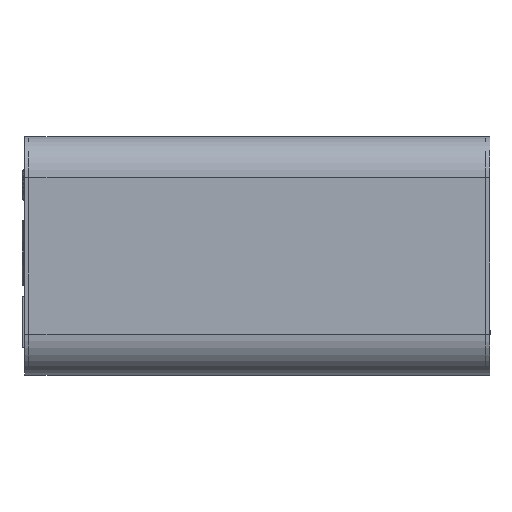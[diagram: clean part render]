
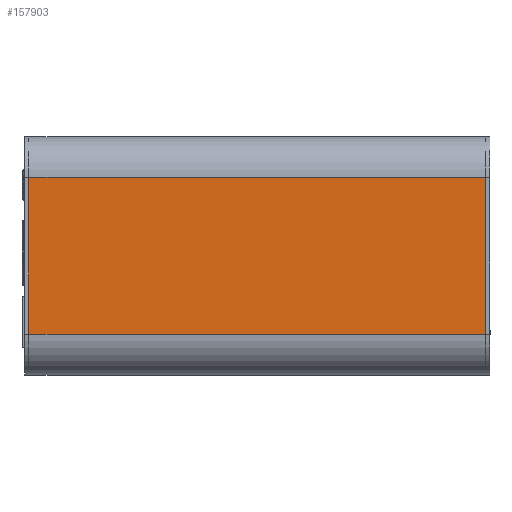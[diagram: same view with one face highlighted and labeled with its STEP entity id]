
A CAD part, top view. The second image highlights one B-rep face of the part: STEP entity #157903.
In plain terms, the highlighted planar face has unit normal (0, 0, 1).
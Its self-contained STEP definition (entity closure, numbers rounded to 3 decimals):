
#156904 = EDGE_CURVE('',#156905,#156907,#156909,.T.);
#156905 = VERTEX_POINT('',#156906);
#156906 = CARTESIAN_POINT('',(133.801,53.246,
    17.193));
#156907 = VERTEX_POINT('',#156908);
#156908 = CARTESIAN_POINT('',(-0.12,53.246,
    17.193));
#156909 = LINE('',#156910,#156911);
#156910 = CARTESIAN_POINT('',(41.138,53.246,
    17.193));
#156911 = VECTOR('',#156912,1.);
#156912 = DIRECTION('',(-1.,0.,0.));
#157245 = VERTEX_POINT('',#157246);
#157246 = CARTESIAN_POINT('',(-0.12,7.246,
    17.193));
#157255 = EDGE_CURVE('',#156907,#157245,#157256,.T.);
#157256 = LINE('',#157257,#157258);
#157257 = CARTESIAN_POINT('',(-0.12,30.246,
    17.193));
#157258 = VECTOR('',#157259,1.);
#157259 = DIRECTION('',(0.,-1.,0.));
#157884 = VERTEX_POINT('',#157885);
#157885 = CARTESIAN_POINT('',(133.801,7.246,
    17.193));
#157892 = EDGE_CURVE('',#157245,#157884,#157893,.T.);
#157893 = LINE('',#157894,#157895);
#157894 = CARTESIAN_POINT('',(41.138,7.246,
    17.193));
#157895 = VECTOR('',#157896,1.);
#157896 = DIRECTION('',(1.,0.,0.));
#157903 = ADVANCED_FACE('',(#157904),#157915,.T.);
#157904 = FACE_BOUND('',#157905,.T.);
#157905 = EDGE_LOOP('',(#157906,#157907,#157913,#157914));
#157906 = ORIENTED_EDGE('',*,*,#157892,.T.);
#157907 = ORIENTED_EDGE('',*,*,#157908,.F.);
#157908 = EDGE_CURVE('',#156905,#157884,#157909,.T.);
#157909 = LINE('',#157910,#157911);
#157910 = CARTESIAN_POINT('',(133.801,30.246,
    17.193));
#157911 = VECTOR('',#157912,1.);
#157912 = DIRECTION('',(0.,-1.,0.));
#157913 = ORIENTED_EDGE('',*,*,#156904,.T.);
#157914 = ORIENTED_EDGE('',*,*,#157255,.T.);
#157915 = PLANE('',#157916);
#157916 = AXIS2_PLACEMENT_3D('',#157917,#157918,#157919);
#157917 = CARTESIAN_POINT('',(81.638,53.246,
    17.193));
#157918 = DIRECTION('',(0.,0.,1.));
#157919 = DIRECTION('',(1.,0.,0.));
